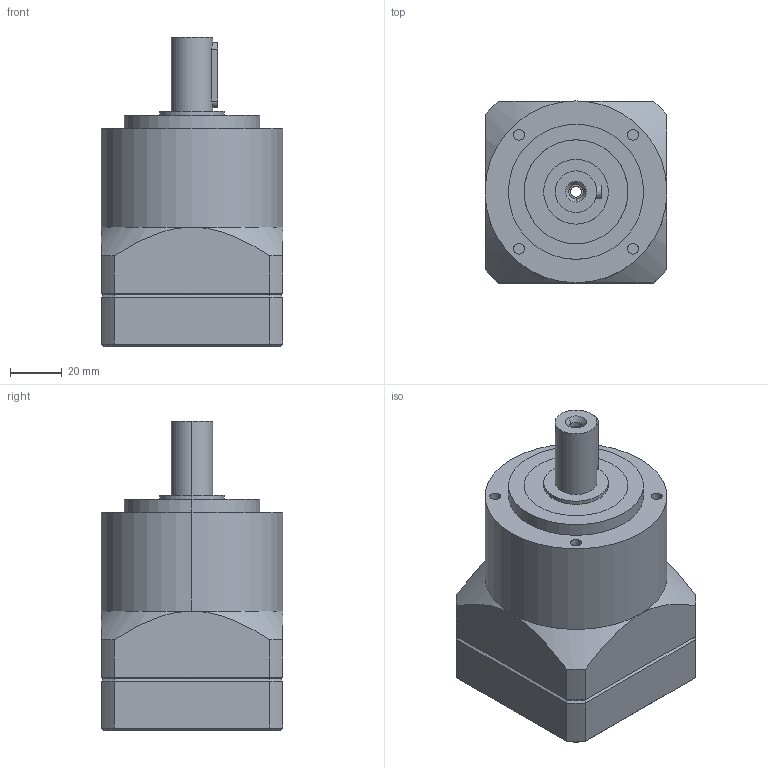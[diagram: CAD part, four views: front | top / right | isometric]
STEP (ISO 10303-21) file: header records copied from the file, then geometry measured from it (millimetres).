
FILE_DESCRIPTION (( 'STEP AP214' ), '1' );
FILE_NAME ('Planet_Reduktor_PEC70-10.STEP', '2022-04-22T14:14:47', ( '' ), ( '' ), 'SwSTEP 2.0', 'SolidWorks 2020', '' );
FILE_SCHEMA (( 'AUTOMOTIVE_DESIGN' ));
Length unit declared in the file: millimetre
Products named in the file (1): Planet_Reduktor_PEC70-10
Bounding box: 70 x 70 x 119 mm (x, y, z)
Surface area: 50464.4 mm2 (no closed solid volume)
Topology: 0 solids, 9 shells, 152 faces, 446 edges, 309 vertices
Faces by surface type: cylinder 76, plane 54, cone 22
Entity records: 7871 total; most frequent: CARTESIAN_POINT 3836, DIRECTION 841, ORIENTED_EDGE 742, EDGE_CURVE 446, AXIS2_PLACEMENT_3D 327, VERTEX_POINT 309, EDGE_LOOP 199, LINE 187
